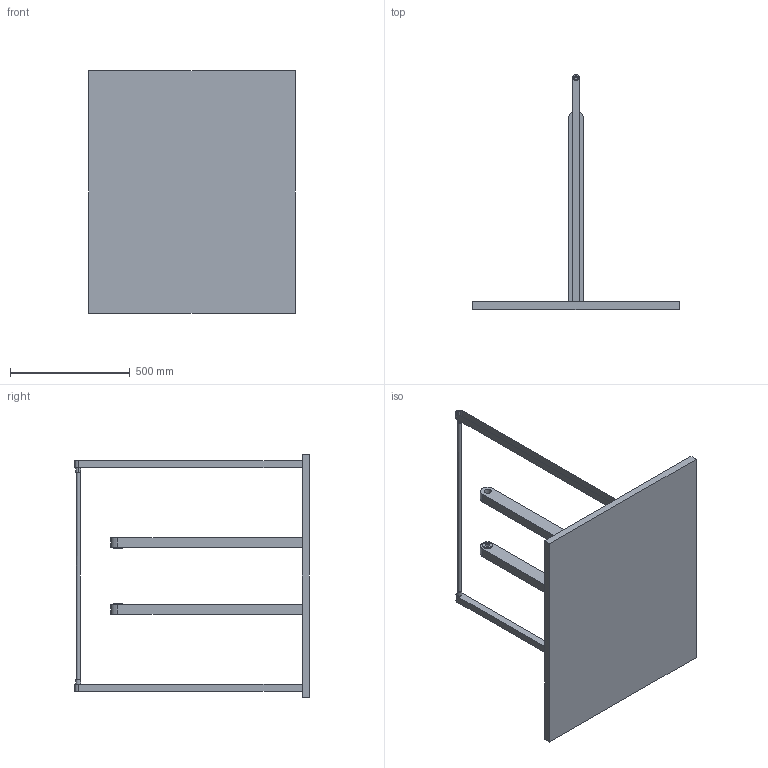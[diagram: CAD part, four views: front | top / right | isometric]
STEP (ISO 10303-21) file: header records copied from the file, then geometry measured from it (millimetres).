
FILE_DESCRIPTION(/* description */ ('Unknown'),/* implementation_level */ '2;1');
FILE_NAME(/* name */ 'Supports updated_FINAL',/* time_stamp */ '2024-05-19T15:40:14+02:00',/* author */ ('Unknown'),/* organization */ ('Unknown'),/* preprocessor_version */ 'ST-DEVELOPER v19.4',/* originating_system */ 'Solid Edge',/* authorisation */ 'Unknown');
FILE_SCHEMA (('AUTOMOTIVE_DESIGN {1 0 10303 214 3 1 1}'));
Length unit declared in the file: millimetre
Products named in the file (1): Supports updated2
Bounding box: 865 x 981 x 1015 mm (x, y, z)
Volume: 31972649.3 mm3; surface area: 2465671.8 mm2
Topology: 1 solids, 1 shells, 42 faces, 95 edges, 64 vertices
Faces by surface type: plane 28, cylinder 14
Full cylindrical faces by diameter (mm): 15 x1, 20 x4, 30 x2, 40 x2
Entity records: 1475 total; most frequent: CARTESIAN_POINT 204, DIRECTION 198, ORIENTED_EDGE 170, EDGE_CURVE 85, AXIS2_PLACEMENT_3D 72, EDGE_LOOP 68, FACE_BOUND 68, VERTEX_POINT 63
